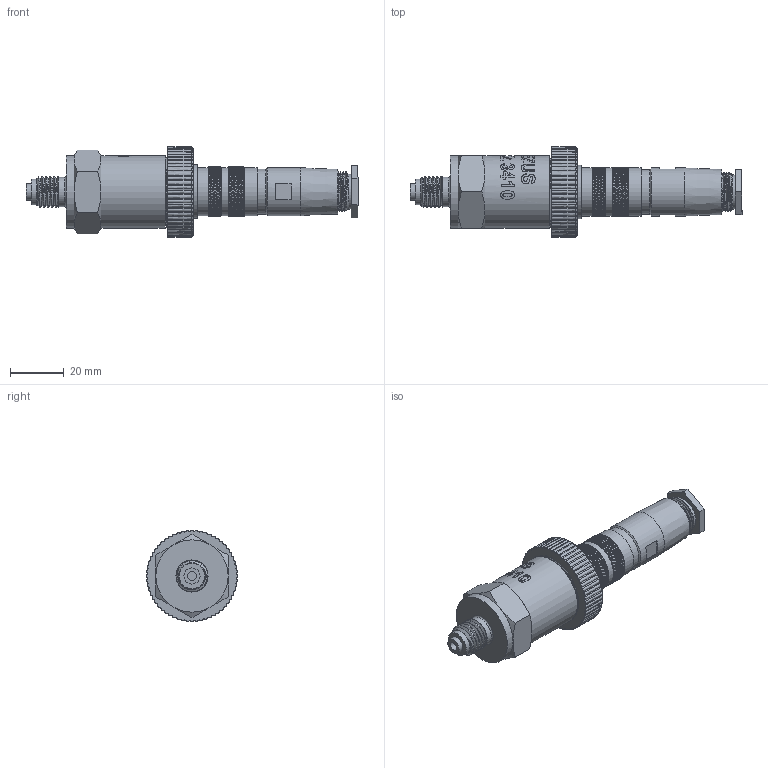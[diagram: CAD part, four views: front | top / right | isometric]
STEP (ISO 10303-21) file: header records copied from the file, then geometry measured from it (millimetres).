
FILE_DESCRIPTION(/* description */ (''),/* implementation_level */ '2;1');
FILE_NAME(/* name */ 'APZ3410_11_Binder723.step',/* time_stamp */ '2021-06-25T13:24:32+03:00',/* author */ (''),/* organization */ (''),/* preprocessor_version */ 'ST-DEVELOPER v18.1',/* originating_system */ 'Autodesk Translation Framework v10.9.0.1377',/* authorisation */ '');
FILE_SCHEMA (('AUTOMOTIVE_DESIGN { 1 0 10303 214 3 1 1 }'));
Products named in the file (7): апз3410_filled; OMAL nut M27x1.5 v8; Binder 723 assembly v4; Binder 723 female v10; Binder 723 male v8; Ш100.000.005 v4; M12x1,5 EN
Assembly tree (6 placements, depth 3):
  апз3410_filled
    OMAL nut M27x1.5 v8
    Binder 723 assembly v4
      Binder 723 female v10
      Binder 723 male v8
    Ш100.000.005 v4
    M12x1,5 EN
Bounding box: 124.06 x 34 x 34 mm (x, y, z)
Volume: 45627.1 mm3; surface area: 19986.8 mm2
Topology: 7 solids, 7 shells, 3495 faces, 8840 edges, 5782 vertices
Faces by surface type: plane 2150, cylinder 621, bspline 421, cone 300, torus 3
Full cylindrical faces by diameter (mm): 1 x15, 1.5 x5, 3.3 x1, 6 x1, 9.5 x1, 10 x1, 10.137 x4, 11 x1, 11.8 x1, 11.85 x4, 12 x1, 13 x1, 13.5 x1, 13.741 x3, 14.884 x2, 15.044 x5, 15.2 x1, 15.908 x4, 16.8 x1, 17.044 x7, 17.283 x6, 17.6 x1, 17.908 x7, 18 x4, 18.124 x7, 18.161 x2, 20 x1, 21.4 x2, 22.3 x1, 24.5 x1
Entity records: 130063 total; most frequent: CARTESIAN_POINT 46576, DIRECTION 17807, ORIENTED_EDGE 17680, EDGE_CURVE 8840, AXIS2_PLACEMENT_3D 7691, VERTEX_POINT 5782, EDGE_LOOP 3924, ELLIPSE 3870
